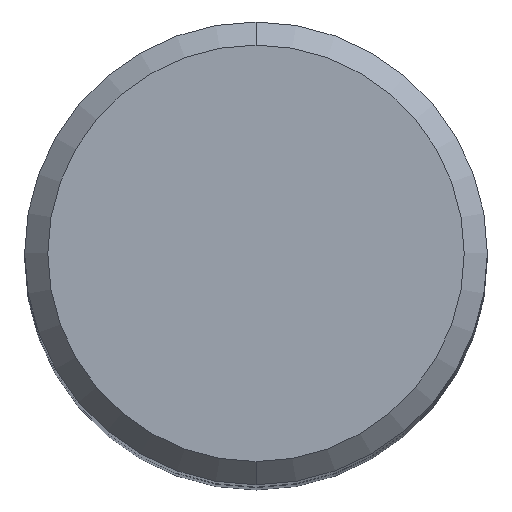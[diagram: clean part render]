
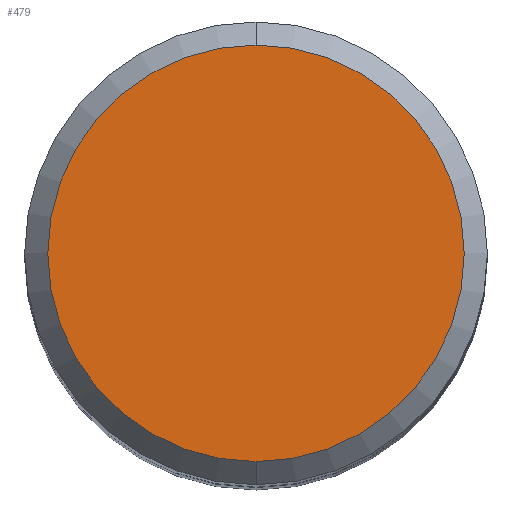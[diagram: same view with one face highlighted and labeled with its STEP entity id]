
A CAD part, top view. The second image highlights one B-rep face of the part: STEP entity #479.
In plain terms, the highlighted planar face has unit normal (0, 0, 1).
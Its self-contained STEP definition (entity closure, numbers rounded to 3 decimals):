
#319=VERTEX_POINT('',#690);
#389=VERTEX_POINT('',#768);
#455=EDGE_CURVE('',#389,#319,#843,.T.);
#479=ADVANCED_FACE('',(#870),#871,.T.);
#489=EDGE_CURVE('',#319,#389,#882,.T.);
#690=CARTESIAN_POINT('',(0.0,9.0,0.0));
#768=CARTESIAN_POINT('',(0.,-9.0,0.0));
#843=CIRCLE('',#1677,9.0);
#870=FACE_OUTER_BOUND('',#1708,.T.);
#871=PLANE('',#1709);
#882=CIRCLE('',#1732,9.0);
#1677=AXIS2_PLACEMENT_3D('',#2140,#2141,#2142);
#1708=EDGE_LOOP('',(#2182,#2183));
#1709=AXIS2_PLACEMENT_3D('',#2184,#2185,#2186);
#1732=AXIS2_PLACEMENT_3D('',#2198,#2199,#2200);
#2140=CARTESIAN_POINT('',(0.0,0.0,0.0));
#2141=DIRECTION('',(0.0,0.0,-1.0));
#2142=DIRECTION('',(0.0,1.0,0.0));
#2182=ORIENTED_EDGE('',*,*,#489,.F.);
#2183=ORIENTED_EDGE('',*,*,#455,.F.);
#2184=CARTESIAN_POINT('',(0.0,4.5,0.0));
#2185=DIRECTION('',(-0.0,0.0,1.0));
#2186=DIRECTION('',(0.0,-1.0,0.0));
#2198=CARTESIAN_POINT('',(0.0,0.0,0.0));
#2199=DIRECTION('',(0.0,0.0,-1.0));
#2200=DIRECTION('',(0.0,1.0,0.0));
